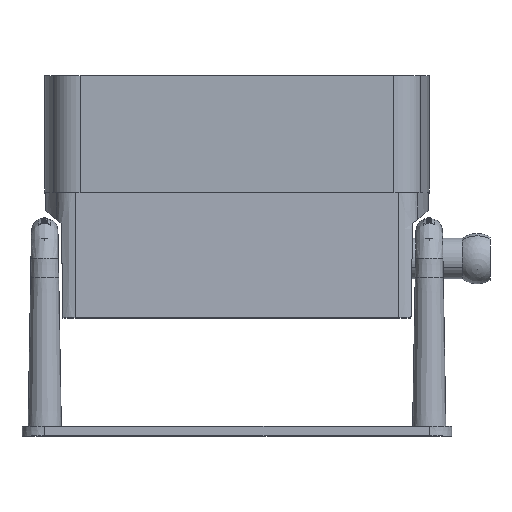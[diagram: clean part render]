
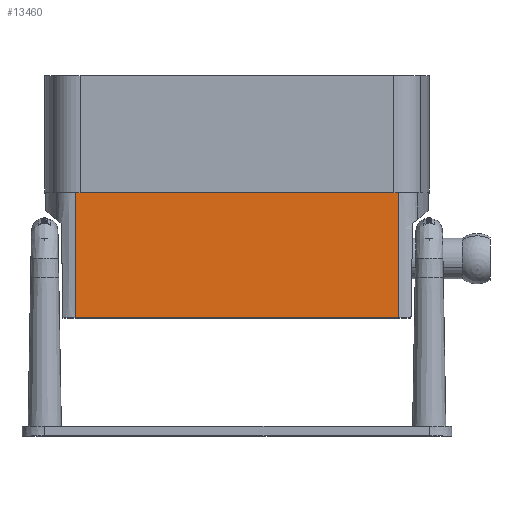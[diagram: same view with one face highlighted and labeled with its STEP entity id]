
A CAD part, top view. The second image highlights one B-rep face of the part: STEP entity #13460.
In plain terms, the highlighted face is planar.
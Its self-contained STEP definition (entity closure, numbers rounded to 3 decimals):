
#46 = DIRECTION ( 'NONE',  ( 0., -0.017, -1. ) ) ;
#383 = VERTEX_POINT ( 'NONE', #3597 ) ;
#734 = DIRECTION ( 'NONE',  ( 0., 0.017, 1. ) ) ;
#1033 = VECTOR ( 'NONE', #2362, 1000. ) ;
#1484 = AXIS2_PLACEMENT_3D ( 'NONE', #12063, #5217, #734 ) ;
#1509 = EDGE_CURVE ( 'NONE', #10208, #383, #7724, .T. ) ;
#1741 = EDGE_CURVE ( 'NONE', #383, #13212, #10746, .T. ) ;
#1797 = ORIENTED_EDGE ( 'NONE', *, *, #11705, .F. ) ;
#2362 = DIRECTION ( 'NONE',  ( -1., 0., 0. ) ) ;
#3597 = CARTESIAN_POINT ( 'NONE',  ( 41.436, 19.491, -16. ) ) ;
#4132 = CARTESIAN_POINT ( 'NONE',  ( -41.436, 19.491, -16. ) ) ;
#4168 = EDGE_CURVE ( 'NONE', #7780, #13212, #6925, .T. ) ;
#4198 = ORIENTED_EDGE ( 'NONE', *, *, #1509, .T. ) ;
#5217 = DIRECTION ( 'NONE',  ( 0., 1., -0.017 ) ) ;
#6806 = CARTESIAN_POINT ( 'NONE',  ( -41.436, 19.491, -16. ) ) ;
#6925 = LINE ( 'NONE', #6806, #14358 ) ;
#7298 = CARTESIAN_POINT ( 'NONE',  ( 41.436, 19.491, -16. ) ) ;
#7491 = DIRECTION ( 'NONE',  ( -1., 0., 0. ) ) ;
#7665 = FACE_OUTER_BOUND ( 'NONE', #9991, .T. ) ;
#7724 = LINE ( 'NONE', #11534, #10581 ) ;
#7780 = VERTEX_POINT ( 'NONE', #8810 ) ;
#7850 = DIRECTION ( 'NONE',  ( 0., -0.017, -1. ) ) ;
#8810 = CARTESIAN_POINT ( 'NONE',  ( -41.436, 20.05, 16. ) ) ;
#9176 = CARTESIAN_POINT ( 'NONE',  ( 41.436, 20.05, 16. ) ) ;
#9413 = LINE ( 'NONE', #9176, #1033 ) ;
#9835 = PLANE ( 'NONE',  #1484 ) ;
#9850 = VECTOR ( 'NONE', #7491, 1000. ) ;
#9991 = EDGE_LOOP ( 'NONE', ( #11785, #11384, #1797, #4198 ) ) ;
#10208 = VERTEX_POINT ( 'NONE', #13303 ) ;
#10581 = VECTOR ( 'NONE', #46, 1000. ) ;
#10746 = LINE ( 'NONE', #7298, #9850 ) ;
#11384 = ORIENTED_EDGE ( 'NONE', *, *, #4168, .F. ) ;
#11534 = CARTESIAN_POINT ( 'NONE',  ( 41.436, 19.491, -16. ) ) ;
#11705 = EDGE_CURVE ( 'NONE', #10208, #7780, #9413, .T. ) ;
#11785 = ORIENTED_EDGE ( 'NONE', *, *, #1741, .T. ) ;
#12063 = CARTESIAN_POINT ( 'NONE',  ( 41.436, 19.491, -16. ) ) ;
#13212 = VERTEX_POINT ( 'NONE', #4132 ) ;
#13303 = CARTESIAN_POINT ( 'NONE',  ( 41.436, 20.05, 16. ) ) ;
#13460 = ADVANCED_FACE ( 'NONE', ( #7665 ), #9835, .T. ) ;
#14358 = VECTOR ( 'NONE', #7850, 1000. ) ;
